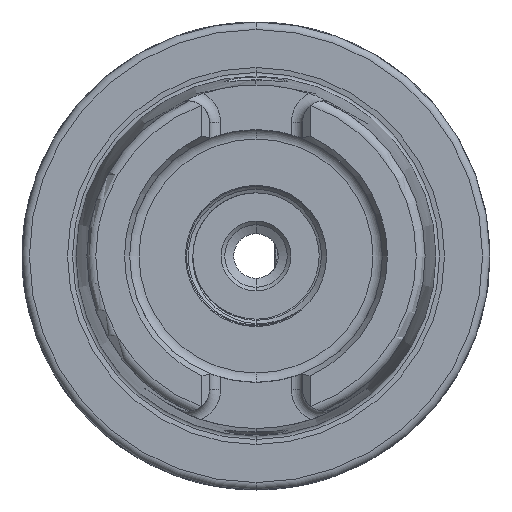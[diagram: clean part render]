
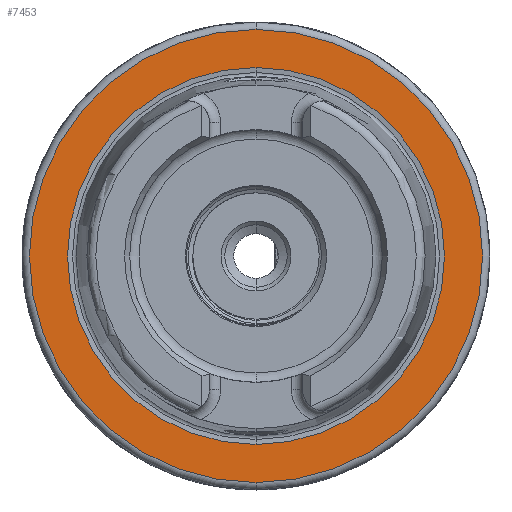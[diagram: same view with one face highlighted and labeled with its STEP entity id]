
A CAD part, left-side view. The second image highlights one B-rep face of the part: STEP entity #7453.
In plain terms, the highlighted planar face has unit normal (-1, 0, 0).
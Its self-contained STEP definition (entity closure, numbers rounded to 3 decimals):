
#7104 = ORIENTED_EDGE ( 'NONE', *, *, #23163, .T. ) ;
#7453 = ADVANCED_FACE ( 'NONE', ( #21626, #21610 ), #10920, .T. ) ;
#10920 = PLANE ( 'NONE',  #23447 ) ;
#10923 = DIRECTION ( 'NONE',  ( -1., 0., 0. ) ) ;
#10925 = DIRECTION ( 'NONE',  ( 0., 0., 1. ) ) ;
#10945 = CARTESIAN_POINT ( 'NONE',  ( 0., 25.369, 0. ) ) ;
#14920 = CARTESIAN_POINT ( 'NONE',  ( 0., 0., 0. ) ) ;
#14928 = DIRECTION ( 'NONE',  ( 1., 0., 0. ) ) ;
#14956 = DIRECTION ( 'NONE',  ( 0., 0., -1. ) ) ;
#15225 = AXIS2_PLACEMENT_3D ( 'NONE', #14920, #14928, #14956 ) ;
#15239 = AXIS2_PLACEMENT_3D ( 'NONE', #17493, #17494, #17496 ) ;
#15411 = CARTESIAN_POINT ( 'NONE',  ( 0., 0., -25.369 ) ) ;
#15429 = CARTESIAN_POINT ( 'NONE',  ( 0., 0., 30.5 ) ) ;
#15492 = CARTESIAN_POINT ( 'NONE',  ( 0., 0., 25.369 ) ) ;
#16690 = DIRECTION ( 'NONE',  ( 0., 0., -1. ) ) ;
#16740 = DIRECTION ( 'NONE',  ( 1., 0., 0. ) ) ;
#16777 = CARTESIAN_POINT ( 'NONE',  ( 0., 0., 0. ) ) ;
#16835 = CARTESIAN_POINT ( 'NONE',  ( 0., 0., -30.5 ) ) ;
#17493 = CARTESIAN_POINT ( 'NONE',  ( 0., 0., 0. ) ) ;
#17494 = DIRECTION ( 'NONE',  ( -1., 0., 0. ) ) ;
#17496 = DIRECTION ( 'NONE',  ( 0., 0., 1. ) ) ;
#17583 = CARTESIAN_POINT ( 'NONE',  ( 0., 0., 0. ) ) ;
#17584 = DIRECTION ( 'NONE',  ( -1., 0., 0. ) ) ;
#17585 = DIRECTION ( 'NONE',  ( 0., 0., 1. ) ) ;
#19295 = EDGE_LOOP ( 'NONE', ( #24092, #7104 ) ) ;
#19319 = EDGE_LOOP ( 'NONE', ( #24076, #24074 ) ) ;
#21103 = CIRCLE ( 'NONE', #15239, 30.5 ) ;
#21125 = CIRCLE ( 'NONE', #15225, 25.369 ) ;
#21610 = FACE_BOUND ( 'NONE', #19319, .T. ) ;
#21626 = FACE_OUTER_BOUND ( 'NONE', #19295, .T. ) ;
#22027 = CIRCLE ( 'NONE', #23815, 25.369 ) ;
#22081 = CIRCLE ( 'NONE', #23809, 30.5 ) ;
#22676 = VERTEX_POINT ( 'NONE', #16835 ) ;
#22707 = VERTEX_POINT ( 'NONE', #15411 ) ;
#22715 = VERTEX_POINT ( 'NONE', #15429 ) ;
#22780 = VERTEX_POINT ( 'NONE', #15492 ) ;
#23147 = EDGE_CURVE ( 'NONE', #22707, #22780, #22027, .T. ) ;
#23163 = EDGE_CURVE ( 'NONE', #22676, #22715, #22081, .T. ) ;
#23447 = AXIS2_PLACEMENT_3D ( 'NONE', #10945, #10923, #10925 ) ;
#23809 = AXIS2_PLACEMENT_3D ( 'NONE', #17583, #17584, #17585 ) ;
#23815 = AXIS2_PLACEMENT_3D ( 'NONE', #16777, #16740, #16690 ) ;
#23863 = EDGE_CURVE ( 'NONE', #22715, #22676, #21103, .T. ) ;
#23905 = EDGE_CURVE ( 'NONE', #22780, #22707, #21125, .T. ) ;
#24074 = ORIENTED_EDGE ( 'NONE', *, *, #23147, .T. ) ;
#24076 = ORIENTED_EDGE ( 'NONE', *, *, #23905, .T. ) ;
#24092 = ORIENTED_EDGE ( 'NONE', *, *, #23863, .T. ) ;
